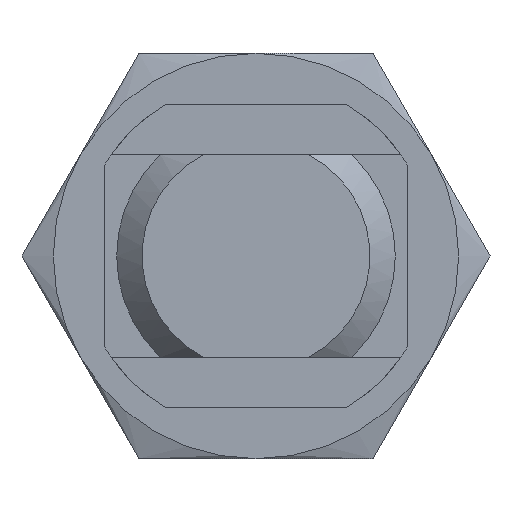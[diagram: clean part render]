
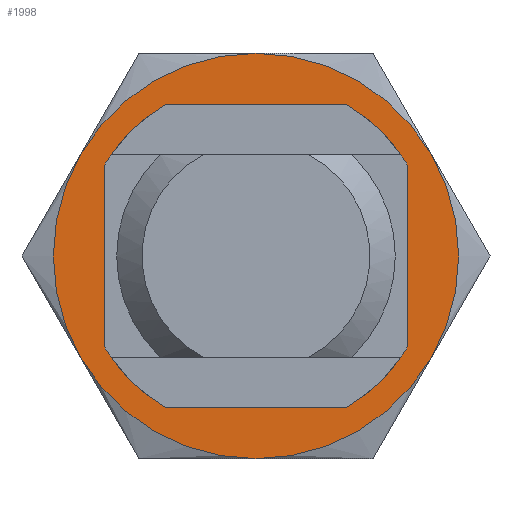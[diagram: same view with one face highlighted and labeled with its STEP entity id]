
A CAD part, left-side view. The second image highlights one B-rep face of the part: STEP entity #1998.
In plain terms, the highlighted planar face has unit normal (-1, 0, 0).
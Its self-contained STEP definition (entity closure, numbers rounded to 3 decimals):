
#31 = AXIS2_PLACEMENT_3D ( 'NONE', #2679, #886, #2818 ) ;
#222 = DIRECTION ( 'NONE',  ( 1., 0., 0. ) ) ;
#258 = EDGE_CURVE ( 'NONE', #1776, #1975, #783, .T. ) ;
#451 = DIRECTION ( 'NONE',  ( 0., 0., -1. ) ) ;
#482 = CIRCLE ( 'NONE', #1771, 16. ) ;
#497 = CARTESIAN_POINT ( 'NONE',  ( 5., 0., 0. ) ) ;
#513 = ORIENTED_EDGE ( 'NONE', *, *, #1543, .T. ) ;
#539 = VERTEX_POINT ( 'NONE', #4104 ) ;
#570 = FACE_OUTER_BOUND ( 'NONE', #1946, .T. ) ;
#577 = CIRCLE ( 'NONE', #3221, 11. ) ;
#596 = DIRECTION ( 'NONE',  ( 0., 0., -1. ) ) ;
#660 = CARTESIAN_POINT ( 'NONE',  ( 5., 0., -11. ) ) ;
#668 = CIRCLE ( 'NONE', #3171, 16. ) ;
#681 = DIRECTION ( 'NONE',  ( 0., 0., -1. ) ) ;
#743 = CIRCLE ( 'NONE', #3172, 11. ) ;
#783 = CIRCLE ( 'NONE', #2598, 16. ) ;
#886 = DIRECTION ( 'NONE',  ( -1., 0., 0. ) ) ;
#954 = DIRECTION ( 'NONE',  ( -1., 0., 0. ) ) ;
#957 = CARTESIAN_POINT ( 'NONE',  ( 5., 0., 16. ) ) ;
#1016 = CARTESIAN_POINT ( 'NONE',  ( 5., 0., 0. ) ) ;
#1038 = FACE_BOUND ( 'NONE', #2872, .T. ) ;
#1066 = EDGE_CURVE ( 'NONE', #2517, #1099, #3274, .T. ) ;
#1099 = VERTEX_POINT ( 'NONE', #3930 ) ;
#1233 = EDGE_CURVE ( 'NONE', #1975, #2517, #1243, .T. ) ;
#1243 = CIRCLE ( 'NONE', #1984, 16. ) ;
#1290 = VERTEX_POINT ( 'NONE', #3976 ) ;
#1372 = DIRECTION ( 'NONE',  ( -1., 0., 0. ) ) ;
#1406 = ORIENTED_EDGE ( 'NONE', *, *, #258, .T. ) ;
#1448 = CARTESIAN_POINT ( 'NONE',  ( 5., 13.856, -8. ) ) ;
#1481 = DIRECTION ( 'NONE',  ( 0., 0., -1. ) ) ;
#1543 = EDGE_CURVE ( 'NONE', #2832, #539, #668, .T. ) ;
#1572 = VERTEX_POINT ( 'NONE', #660 ) ;
#1675 = PLANE ( 'NONE',  #2757 ) ;
#1771 = AXIS2_PLACEMENT_3D ( 'NONE', #4629, #4296, #1481 ) ;
#1776 = VERTEX_POINT ( 'NONE', #1448 ) ;
#1836 = AXIS2_PLACEMENT_3D ( 'NONE', #497, #1372, #2637 ) ;
#1946 = EDGE_LOOP ( 'NONE', ( #4055, #3500, #3601, #513, #3554, #1406 ) ) ;
#1975 = VERTEX_POINT ( 'NONE', #3829 ) ;
#1984 = AXIS2_PLACEMENT_3D ( 'NONE', #2230, #4046, #451 ) ;
#1998 = ADVANCED_FACE ( 'NONE', ( #1038, #570 ), #1675, .F. ) ;
#2091 = EDGE_CURVE ( 'NONE', #1572, #1290, #577, .T. ) ;
#2131 = DIRECTION ( 'NONE',  ( 0., 0., -1. ) ) ;
#2230 = CARTESIAN_POINT ( 'NONE',  ( 5., 0., 0. ) ) ;
#2318 = ORIENTED_EDGE ( 'NONE', *, *, #2091, .F. ) ;
#2341 = ORIENTED_EDGE ( 'NONE', *, *, #2762, .F. ) ;
#2517 = VERTEX_POINT ( 'NONE', #3466 ) ;
#2598 = AXIS2_PLACEMENT_3D ( 'NONE', #3538, #2855, #2131 ) ;
#2637 = DIRECTION ( 'NONE',  ( 0., 0., -1. ) ) ;
#2679 = CARTESIAN_POINT ( 'NONE',  ( 5., 0., 0. ) ) ;
#2745 = CIRCLE ( 'NONE', #1836, 16. ) ;
#2757 = AXIS2_PLACEMENT_3D ( 'NONE', #1016, #222, #3493 ) ;
#2762 = EDGE_CURVE ( 'NONE', #1290, #1572, #743, .T. ) ;
#2818 = DIRECTION ( 'NONE',  ( 0., 0., -1. ) ) ;
#2832 = VERTEX_POINT ( 'NONE', #957 ) ;
#2855 = DIRECTION ( 'NONE',  ( -1., 0., 0. ) ) ;
#2872 = EDGE_LOOP ( 'NONE', ( #2318, #2341 ) ) ;
#3171 = AXIS2_PLACEMENT_3D ( 'NONE', #4223, #954, #596 ) ;
#3172 = AXIS2_PLACEMENT_3D ( 'NONE', #3436, #3408, #4551 ) ;
#3221 = AXIS2_PLACEMENT_3D ( 'NONE', #3966, #3240, #681 ) ;
#3240 = DIRECTION ( 'NONE',  ( -1., 0., 0. ) ) ;
#3274 = CIRCLE ( 'NONE', #31, 16. ) ;
#3408 = DIRECTION ( 'NONE',  ( -1., 0., 0. ) ) ;
#3436 = CARTESIAN_POINT ( 'NONE',  ( 5., 0., 0. ) ) ;
#3466 = CARTESIAN_POINT ( 'NONE',  ( 5., -13.856, -8. ) ) ;
#3493 = DIRECTION ( 'NONE',  ( 0., -1., 0. ) ) ;
#3500 = ORIENTED_EDGE ( 'NONE', *, *, #1066, .T. ) ;
#3538 = CARTESIAN_POINT ( 'NONE',  ( 5., 0., 0. ) ) ;
#3554 = ORIENTED_EDGE ( 'NONE', *, *, #4480, .T. ) ;
#3601 = ORIENTED_EDGE ( 'NONE', *, *, #3944, .T. ) ;
#3829 = CARTESIAN_POINT ( 'NONE',  ( 5., 0., -16. ) ) ;
#3930 = CARTESIAN_POINT ( 'NONE',  ( 5., -13.856, 8. ) ) ;
#3944 = EDGE_CURVE ( 'NONE', #1099, #2832, #2745, .T. ) ;
#3966 = CARTESIAN_POINT ( 'NONE',  ( 5., 0., 0. ) ) ;
#3976 = CARTESIAN_POINT ( 'NONE',  ( 5., 0., 11. ) ) ;
#4046 = DIRECTION ( 'NONE',  ( -1., 0., 0. ) ) ;
#4055 = ORIENTED_EDGE ( 'NONE', *, *, #1233, .T. ) ;
#4104 = CARTESIAN_POINT ( 'NONE',  ( 5., 13.856, 8. ) ) ;
#4223 = CARTESIAN_POINT ( 'NONE',  ( 5., 0., 0. ) ) ;
#4296 = DIRECTION ( 'NONE',  ( -1., 0., 0. ) ) ;
#4480 = EDGE_CURVE ( 'NONE', #539, #1776, #482, .T. ) ;
#4551 = DIRECTION ( 'NONE',  ( 0., 0., -1. ) ) ;
#4629 = CARTESIAN_POINT ( 'NONE',  ( 5., 0., 0. ) ) ;
